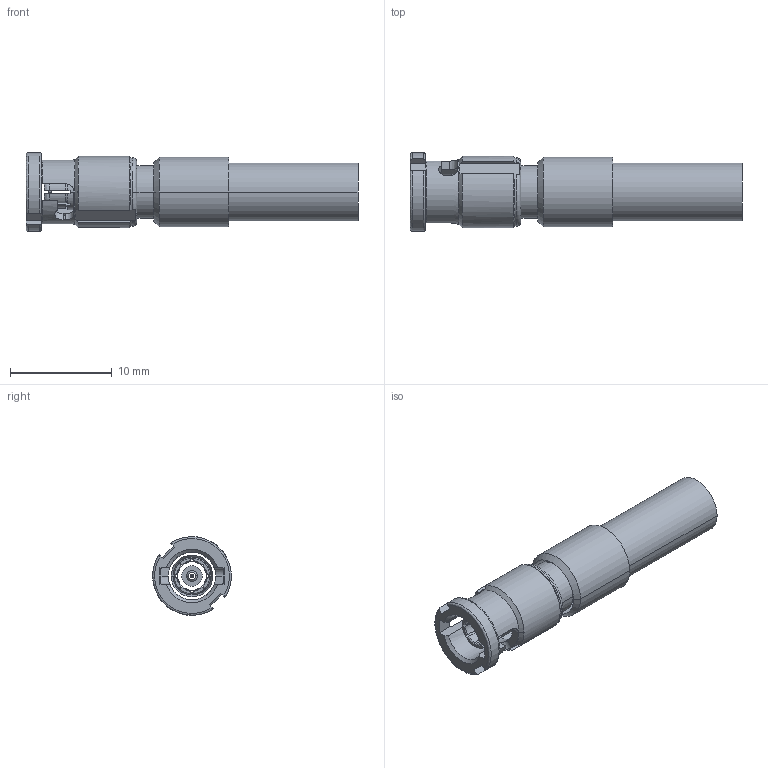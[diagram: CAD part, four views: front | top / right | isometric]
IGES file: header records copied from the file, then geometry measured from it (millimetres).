
Start section:  PTC IGES file: 34-1037-100.igs
Global section: file name: 34-1037-100.igs; native system: Pro/ENGINEER by Parametric Technology Corporation; preprocessor: 2010280; author: M.GOPI; organization: Unknown; date: 20120607.142344; units: millimetre
Bounding box: 32.64 x 7.73 x 7.73 mm (x, y, z)
Surface area: 1231.2 mm2 (no closed solid volume)
Topology: 0 solids, 0 shells, 115 faces, 648 edges, 648 vertices
Faces by surface type: revolution 76, bspline 39
